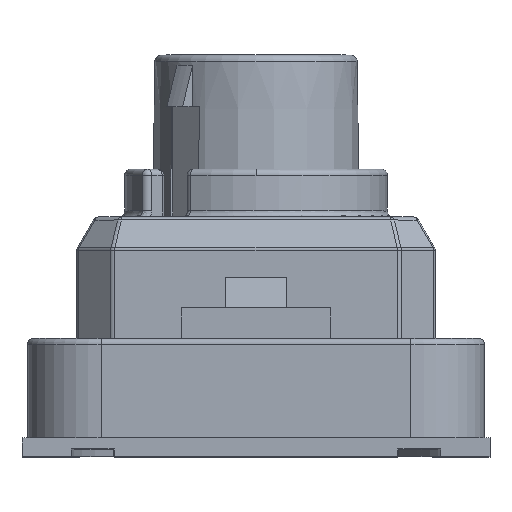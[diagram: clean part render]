
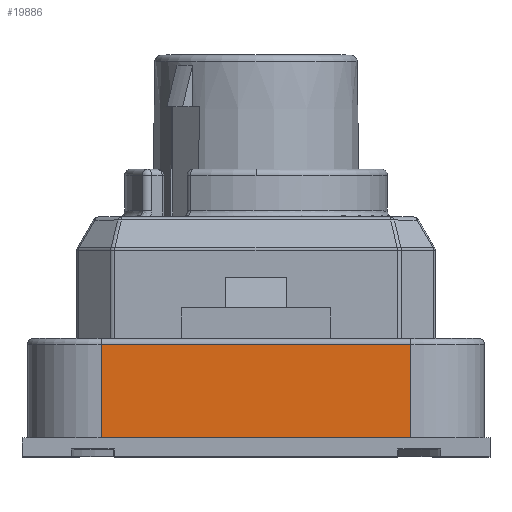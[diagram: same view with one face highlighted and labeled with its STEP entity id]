
A CAD part, top view. The second image highlights one B-rep face of the part: STEP entity #19886.
In plain terms, the highlighted planar face has unit normal (0, 0, 1).
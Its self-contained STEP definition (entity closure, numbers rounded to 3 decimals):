
#15 = VECTOR ( 'NONE', #11602, 1000. ) ;
#468 = CARTESIAN_POINT ( 'NONE',  ( 0., -5.25, 9.075 ) ) ;
#634 = LINE ( 'NONE', #5116, #10749 ) ;
#920 = ORIENTED_EDGE ( 'NONE', *, *, #16233, .T. ) ;
#2339 = LINE ( 'NONE', #13224, #15 ) ;
#4051 = CARTESIAN_POINT ( 'NONE',  ( -6.3, -5.25, 9.075 ) ) ;
#5081 = CARTESIAN_POINT ( 'NONE',  ( -6.3, -9.05, 9.075 ) ) ;
#5116 = CARTESIAN_POINT ( 'NONE',  ( 6.3, -9.1, 9.075 ) ) ;
#5190 = EDGE_CURVE ( 'NONE', #11523, #5222, #15729, .T. ) ;
#5213 = ORIENTED_EDGE ( 'NONE', *, *, #5190, .F. ) ;
#5222 = VERTEX_POINT ( 'NONE', #5081 ) ;
#6670 = ORIENTED_EDGE ( 'NONE', *, *, #14621, .T. ) ;
#6834 = DIRECTION ( 'NONE',  ( 0., 1., 0. ) ) ;
#9914 = CARTESIAN_POINT ( 'NONE',  ( 0., -9.1, 9.075 ) ) ;
#10115 = FACE_OUTER_BOUND ( 'NONE', #10438, .T. ) ;
#10438 = EDGE_LOOP ( 'NONE', ( #11225, #920, #6670, #5213 ) ) ;
#10749 = VECTOR ( 'NONE', #6834, 1000. ) ;
#11225 = ORIENTED_EDGE ( 'NONE', *, *, #12906, .T. ) ;
#11523 = VERTEX_POINT ( 'NONE', #19742 ) ;
#11602 = DIRECTION ( 'NONE',  ( 0., -1., 0. ) ) ;
#12344 = CARTESIAN_POINT ( 'NONE',  ( 6.3, -5.25, 9.075 ) ) ;
#12906 = EDGE_CURVE ( 'NONE', #11523, #16542, #634, .T. ) ;
#12974 = DIRECTION ( 'NONE',  ( -1., 0., 0. ) ) ;
#13224 = CARTESIAN_POINT ( 'NONE',  ( -6.3, -9.1, 9.075 ) ) ;
#14275 = LINE ( 'NONE', #468, #18263 ) ;
#14621 = EDGE_CURVE ( 'NONE', #18708, #5222, #2339, .T. ) ;
#14764 = DIRECTION ( 'NONE',  ( 0., 0., -1. ) ) ;
#15729 = LINE ( 'NONE', #17053, #16595 ) ;
#15976 = PLANE ( 'NONE',  #19664 ) ;
#16233 = EDGE_CURVE ( 'NONE', #16542, #18708, #14275, .T. ) ;
#16542 = VERTEX_POINT ( 'NONE', #12344 ) ;
#16595 = VECTOR ( 'NONE', #17352, 1000. ) ;
#17053 = CARTESIAN_POINT ( 'NONE',  ( 0., -9.05, 9.075 ) ) ;
#17352 = DIRECTION ( 'NONE',  ( -1., 0., 0. ) ) ;
#17714 = DIRECTION ( 'NONE',  ( -1., 0., 0. ) ) ;
#18263 = VECTOR ( 'NONE', #12974, 1000. ) ;
#18708 = VERTEX_POINT ( 'NONE', #4051 ) ;
#19664 = AXIS2_PLACEMENT_3D ( 'NONE', #9914, #14764, #17714 ) ;
#19742 = CARTESIAN_POINT ( 'NONE',  ( 6.3, -9.05, 9.075 ) ) ;
#19886 = ADVANCED_FACE ( 'NONE', ( #10115 ), #15976, .F. ) ;
